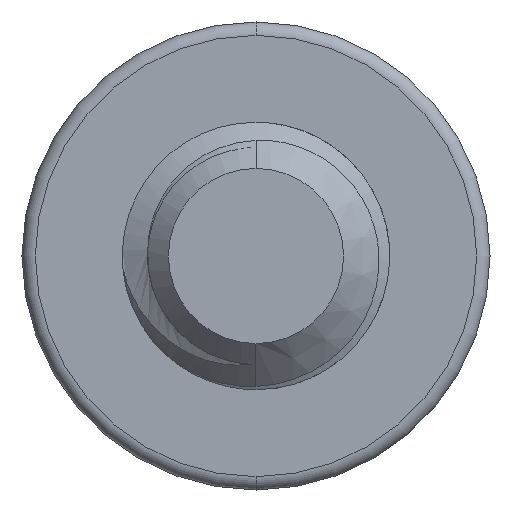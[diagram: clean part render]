
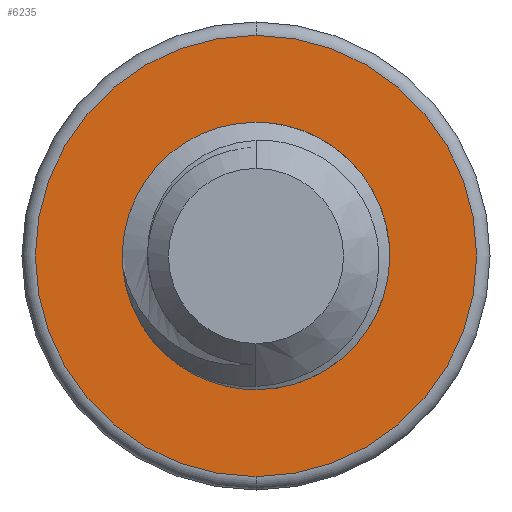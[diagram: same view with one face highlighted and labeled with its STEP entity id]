
A CAD part, front view. The second image highlights one B-rep face of the part: STEP entity #6235.
In plain terms, the highlighted planar face has unit normal (0, -1, 0).
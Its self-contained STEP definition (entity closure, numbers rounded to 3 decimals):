
#123 = DIRECTION ( 'NONE',  ( 0., 1., 0. ) ) ;
#195 = ORIENTED_EDGE ( 'NONE', *, *, #2989, .T. ) ;
#237 = ORIENTED_EDGE ( 'NONE', *, *, #1332, .T. ) ;
#333 = VERTEX_POINT ( 'NONE', #5073 ) ;
#358 = CARTESIAN_POINT ( 'NONE',  ( 0., 35., 0. ) ) ;
#490 = AXIS2_PLACEMENT_3D ( 'NONE', #2518, #123, #4555 ) ;
#810 = EDGE_CURVE ( 'NONE', #3592, #4925, #5172, .T. ) ;
#891 = FACE_OUTER_BOUND ( 'NONE', #2081, .T. ) ;
#1008 = AXIS2_PLACEMENT_3D ( 'NONE', #4320, #1380, #6291 ) ;
#1332 = EDGE_CURVE ( 'NONE', #333, #2461, #2566, .T. ) ;
#1380 = DIRECTION ( 'NONE',  ( 0., -1., 0. ) ) ;
#1400 = DIRECTION ( 'NONE',  ( 0., 1., 0. ) ) ;
#1552 = CARTESIAN_POINT ( 'NONE',  ( 0., 35., -2. ) ) ;
#1627 = CIRCLE ( 'NONE', #1008, 3.3 ) ;
#1861 = CARTESIAN_POINT ( 'NONE',  ( 0., 35., 3.3 ) ) ;
#1928 = DIRECTION ( 'NONE',  ( 0., 1., 0. ) ) ;
#2081 = EDGE_LOOP ( 'NONE', ( #5765, #237 ) ) ;
#2213 = DIRECTION ( 'NONE',  ( 0., -1., 0. ) ) ;
#2440 = EDGE_CURVE ( 'NONE', #2461, #333, #1627, .T. ) ;
#2461 = VERTEX_POINT ( 'NONE', #1861 ) ;
#2518 = CARTESIAN_POINT ( 'NONE',  ( 0., 35., 0. ) ) ;
#2566 = CIRCLE ( 'NONE', #5051, 3.3 ) ;
#2729 = DIRECTION ( 'NONE',  ( 0., 0., 1. ) ) ;
#2890 = ORIENTED_EDGE ( 'NONE', *, *, #810, .T. ) ;
#2989 = EDGE_CURVE ( 'NONE', #4925, #3592, #4311, .T. ) ;
#3433 = DIRECTION ( 'NONE',  ( 0., 0., 1. ) ) ;
#3592 = VERTEX_POINT ( 'NONE', #1552 ) ;
#3898 = DIRECTION ( 'NONE',  ( 0., 0., 1. ) ) ;
#4032 = AXIS2_PLACEMENT_3D ( 'NONE', #358, #1400, #3433 ) ;
#4063 = AXIS2_PLACEMENT_3D ( 'NONE', #6357, #1928, #3898 ) ;
#4311 = CIRCLE ( 'NONE', #490, 2. ) ;
#4320 = CARTESIAN_POINT ( 'NONE',  ( 0., 35., 0. ) ) ;
#4335 = CARTESIAN_POINT ( 'NONE',  ( 0., 35., 2. ) ) ;
#4352 = FACE_BOUND ( 'NONE', #4659, .T. ) ;
#4555 = DIRECTION ( 'NONE',  ( 0., 0., 1. ) ) ;
#4659 = EDGE_LOOP ( 'NONE', ( #2890, #195 ) ) ;
#4925 = VERTEX_POINT ( 'NONE', #4335 ) ;
#5051 = AXIS2_PLACEMENT_3D ( 'NONE', #6064, #2213, #2729 ) ;
#5073 = CARTESIAN_POINT ( 'NONE',  ( 0., 35., -3.3 ) ) ;
#5172 = CIRCLE ( 'NONE', #4032, 2. ) ;
#5765 = ORIENTED_EDGE ( 'NONE', *, *, #2440, .T. ) ;
#5875 = PLANE ( 'NONE',  #4063 ) ;
#6064 = CARTESIAN_POINT ( 'NONE',  ( 0., 35., 0. ) ) ;
#6235 = ADVANCED_FACE ( 'NONE', ( #891, #4352 ), #5875, .F. ) ;
#6291 = DIRECTION ( 'NONE',  ( 0., 0., 1. ) ) ;
#6357 = CARTESIAN_POINT ( 'NONE',  ( 0., 35., 0. ) ) ;
